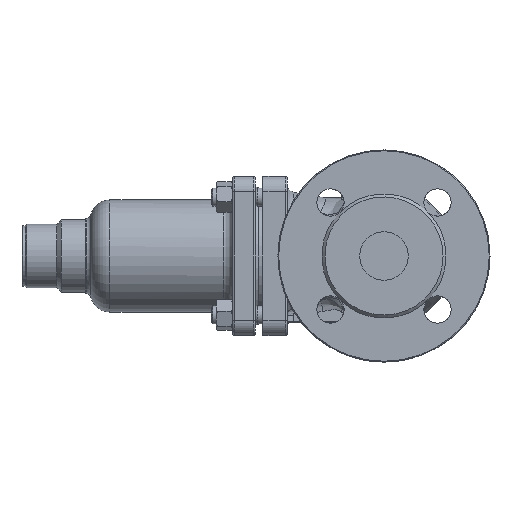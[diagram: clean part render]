
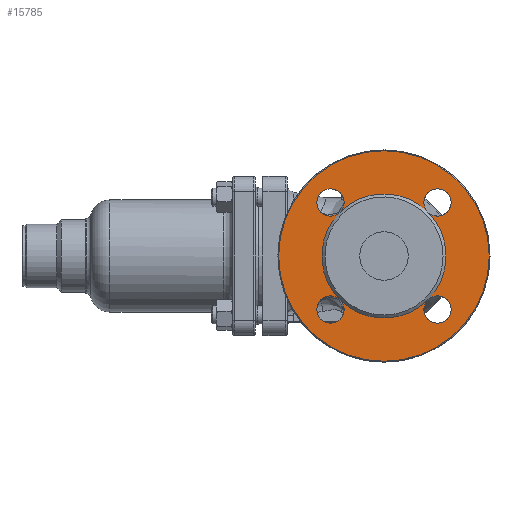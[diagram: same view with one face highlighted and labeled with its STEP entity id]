
A CAD part, left-side view. The second image highlights one B-rep face of the part: STEP entity #15785.
In plain terms, the highlighted planar face has unit normal (-1, 0, 0).
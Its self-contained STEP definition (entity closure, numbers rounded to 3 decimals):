
#173 = ORIENTED_EDGE ( 'NONE', *, *, #2678, .F. ) ;
#413 = AXIS2_PLACEMENT_3D ( 'NONE', #38957, #29742, #23785 ) ;
#478 = AXIS2_PLACEMENT_3D ( 'NONE', #20610, #12904, #37895 ) ;
#998 = DIRECTION ( 'NONE',  ( 0., -1., 0. ) ) ;
#2678 = EDGE_CURVE ( 'NONE', #31716, #22404, #22222, .T. ) ;
#2983 = CARTESIAN_POINT ( 'NONE',  ( -88., 0., 0. ) ) ;
#3040 = CARTESIAN_POINT ( 'NONE',  ( -88., -69.5, 0. ) ) ;
#3185 = CIRCLE ( 'NONE', #21564, 41. ) ;
#3196 = DIRECTION ( 'NONE',  ( -1., 0., 0. ) ) ;
#4516 = DIRECTION ( 'NONE',  ( -1., 0., 0. ) ) ;
#4708 = CARTESIAN_POINT ( 'NONE',  ( -88., 35.355, -35.355 ) ) ;
#4832 = DIRECTION ( 'NONE',  ( 0., -1., 0. ) ) ;
#5991 = ORIENTED_EDGE ( 'NONE', *, *, #30126, .F. ) ;
#6729 = CIRCLE ( 'NONE', #33559, 41. ) ;
#8535 = ORIENTED_EDGE ( 'NONE', *, *, #40137, .F. ) ;
#8566 = EDGE_CURVE ( 'NONE', #24655, #24655, #26921, .T. ) ;
#9013 = CIRCLE ( 'NONE', #478, 9. ) ;
#9081 = EDGE_CURVE ( 'NONE', #24655, #31716, #3185, .T. ) ;
#9970 = AXIS2_PLACEMENT_3D ( 'NONE', #23362, #16595, #998 ) ;
#10580 = ORIENTED_EDGE ( 'NONE', *, *, #38843, .F. ) ;
#10698 = DIRECTION ( 'NONE',  ( -1., 0., 0. ) ) ;
#12049 = PLANE ( 'NONE',  #413 ) ;
#12183 = AXIS2_PLACEMENT_3D ( 'NONE', #32441, #10698, #26133 ) ;
#12641 = ORIENTED_EDGE ( 'NONE', *, *, #39340, .F. ) ;
#12904 = DIRECTION ( 'NONE',  ( -1., 0., 0. ) ) ;
#13804 = EDGE_CURVE ( 'NONE', #31716, #31716, #31815, .T. ) ;
#13889 = CARTESIAN_POINT ( 'NONE',  ( -88., 0., 0. ) ) ;
#15346 = VERTEX_POINT ( 'NONE', #3040 ) ;
#15785 = ADVANCED_FACE ( 'NONE', ( #27845, #35902 ), #12049, .T. ) ;
#15869 = EDGE_CURVE ( 'NONE', #15346, #15346, #18783, .T. ) ;
#16035 = ORIENTED_EDGE ( 'NONE', *, *, #8566, .F. ) ;
#16166 = AXIS2_PLACEMENT_3D ( 'NONE', #2983, #40522, #16330 ) ;
#16330 = DIRECTION ( 'NONE',  ( 0., -1., 0. ) ) ;
#16473 = DIRECTION ( 'NONE',  ( -1., 0., 0. ) ) ;
#16595 = DIRECTION ( 'NONE',  ( -1., 0., 0. ) ) ;
#16752 = DIRECTION ( 'NONE',  ( -1., 0., 0. ) ) ;
#17377 = DIRECTION ( 'NONE',  ( -1., 0., 0. ) ) ;
#17390 = VERTEX_POINT ( 'NONE', #38115 ) ;
#17783 = DIRECTION ( 'NONE',  ( 0., -1., 0. ) ) ;
#18783 = CIRCLE ( 'NONE', #27294, 69.5 ) ;
#18896 = CARTESIAN_POINT ( 'NONE',  ( -88., 28.991, 28.991 ) ) ;
#20442 = CARTESIAN_POINT ( 'NONE',  ( -88., 28.991, -28.991 ) ) ;
#20610 = CARTESIAN_POINT ( 'NONE',  ( -88., -35.355, 35.355 ) ) ;
#20663 = CARTESIAN_POINT ( 'NONE',  ( -88., 0., 0. ) ) ;
#21564 = AXIS2_PLACEMENT_3D ( 'NONE', #20663, #17377, #17783 ) ;
#21888 = ORIENTED_EDGE ( 'NONE', *, *, #15869, .T. ) ;
#21972 = CARTESIAN_POINT ( 'NONE',  ( -88., -28.991, -28.991 ) ) ;
#22222 = CIRCLE ( 'NONE', #9970, 41. ) ;
#22404 = VERTEX_POINT ( 'NONE', #21972 ) ;
#22424 = CARTESIAN_POINT ( 'NONE',  ( -88., 35.355, 35.355 ) ) ;
#23362 = CARTESIAN_POINT ( 'NONE',  ( -88., 0., 0. ) ) ;
#23785 = DIRECTION ( 'NONE',  ( 0., -1., 0. ) ) ;
#24655 = VERTEX_POINT ( 'NONE', #18896 ) ;
#25293 = AXIS2_PLACEMENT_3D ( 'NONE', #4708, #4516, #29163 ) ;
#26133 = DIRECTION ( 'NONE',  ( 0., 0., 1. ) ) ;
#26423 = ORIENTED_EDGE ( 'NONE', *, *, #13804, .F. ) ;
#26921 = CIRCLE ( 'NONE', #34064, 9. ) ;
#27294 = AXIS2_PLACEMENT_3D ( 'NONE', #35000, #3196, #37860 ) ;
#27845 = FACE_OUTER_BOUND ( 'NONE', #37584, .T. ) ;
#29163 = DIRECTION ( 'NONE',  ( 0., -1., 0. ) ) ;
#29742 = DIRECTION ( 'NONE',  ( -1., 0., 0. ) ) ;
#29853 = CIRCLE ( 'NONE', #12183, 9. ) ;
#30126 = EDGE_CURVE ( 'NONE', #22404, #17390, #6729, .T. ) ;
#30567 = CIRCLE ( 'NONE', #16166, 41. ) ;
#31015 = ORIENTED_EDGE ( 'NONE', *, *, #9081, .F. ) ;
#31716 = VERTEX_POINT ( 'NONE', #20442 ) ;
#31815 = CIRCLE ( 'NONE', #25293, 9. ) ;
#32441 = CARTESIAN_POINT ( 'NONE',  ( -88., -35.355, -35.355 ) ) ;
#32842 = DIRECTION ( 'NONE',  ( 0., 0., -1. ) ) ;
#33559 = AXIS2_PLACEMENT_3D ( 'NONE', #13889, #16752, #4832 ) ;
#34064 = AXIS2_PLACEMENT_3D ( 'NONE', #22424, #16473, #32842 ) ;
#35000 = CARTESIAN_POINT ( 'NONE',  ( -88., 0., 0. ) ) ;
#35902 = FACE_BOUND ( 'NONE', #37655, .T. ) ;
#37584 = EDGE_LOOP ( 'NONE', ( #21888 ) ) ;
#37655 = EDGE_LOOP ( 'NONE', ( #31015, #16035, #12641, #8535, #5991, #10580, #173, #26423 ) ) ;
#37860 = DIRECTION ( 'NONE',  ( 0., -1., 0. ) ) ;
#37895 = DIRECTION ( 'NONE',  ( 0., 1., 0. ) ) ;
#38115 = CARTESIAN_POINT ( 'NONE',  ( -88., -28.991, 28.991 ) ) ;
#38843 = EDGE_CURVE ( 'NONE', #22404, #22404, #29853, .T. ) ;
#38957 = CARTESIAN_POINT ( 'NONE',  ( -88., 0., 0. ) ) ;
#39340 = EDGE_CURVE ( 'NONE', #17390, #24655, #30567, .T. ) ;
#40137 = EDGE_CURVE ( 'NONE', #17390, #17390, #9013, .T. ) ;
#40522 = DIRECTION ( 'NONE',  ( -1., 0., 0. ) ) ;
